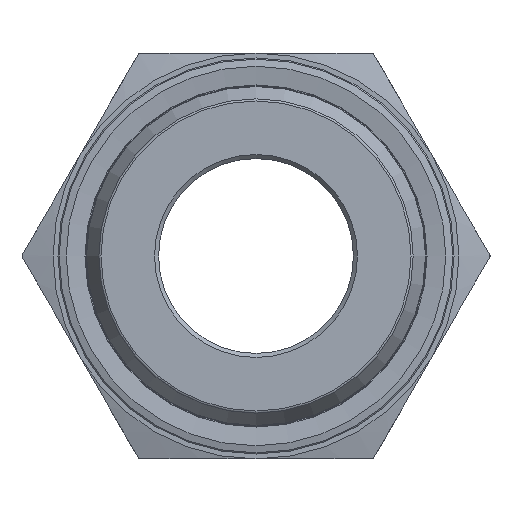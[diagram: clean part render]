
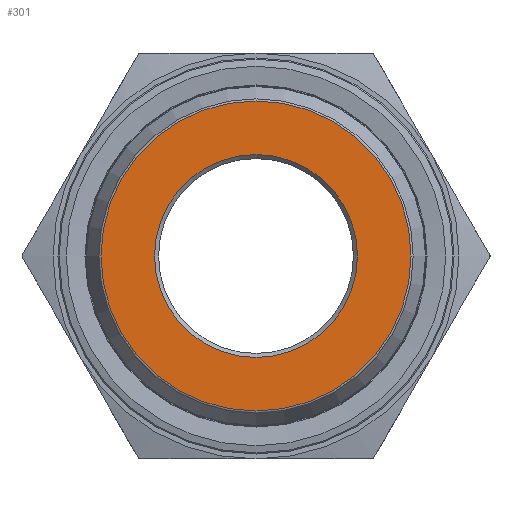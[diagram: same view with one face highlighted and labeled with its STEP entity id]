
A CAD part, left-side view. The second image highlights one B-rep face of the part: STEP entity #301.
In plain terms, the highlighted planar face has unit normal (-1, 0, 0).
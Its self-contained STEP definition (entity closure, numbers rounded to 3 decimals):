
#161=FACE_BOUND('',#447,.T.);
#162=FACE_BOUND('',#448,.T.);
#226=CIRCLE('',#1227,12.5);
#227=CIRCLE('',#1228,19.102);
#264=PLANE('',#1229);
#301=ADVANCED_FACE('',(#161,#162),#264,.F.);
#447=EDGE_LOOP('',(#752));
#448=EDGE_LOOP('',(#753));
#752=ORIENTED_EDGE('',*,*,#1094,.T.);
#753=ORIENTED_EDGE('',*,*,#1095,.T.);
#960=VERTEX_POINT('',#2243);
#961=VERTEX_POINT('',#2245);
#1094=EDGE_CURVE('',#960,#960,#226,.T.);
#1095=EDGE_CURVE('',#961,#961,#227,.T.);
#1227=AXIS2_PLACEMENT_3D('',#2242,#1431,#1432);
#1228=AXIS2_PLACEMENT_3D('',#2244,#1433,#1434);
#1229=AXIS2_PLACEMENT_3D('',#2246,#1435,#1436);
#1431=DIRECTION('',(1.,0.,0.));
#1432=DIRECTION('',(0.,0.,-1.));
#1433=DIRECTION('',(-1.,0.,0.));
#1434=DIRECTION('',(0.,0.,-1.));
#1435=DIRECTION('',(1.,0.,0.));
#1436=DIRECTION('',(0.,0.,-1.));
#2242=CARTESIAN_POINT('',(0.,0.,0.));
#2243=CARTESIAN_POINT('',(0.,0.,-12.5));
#2244=CARTESIAN_POINT('',(0.,0.,0.));
#2245=CARTESIAN_POINT('',(0.,0.,-19.102));
#2246=CARTESIAN_POINT('',(0.,-28.579,0.));
